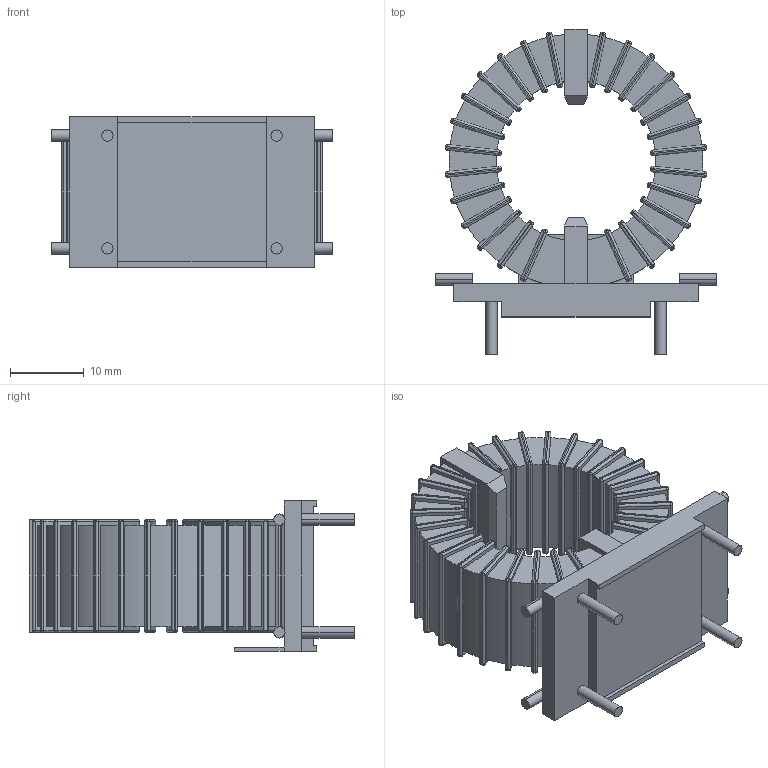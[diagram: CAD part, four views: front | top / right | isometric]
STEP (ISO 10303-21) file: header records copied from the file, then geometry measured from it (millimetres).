
FILE_DESCRIPTION((''),'2;1');
FILE_NAME('8115-RC','2012-08-14T',('ryans'),('Bourns, Inc.'),'PRO/ENGINEER BY PARAMETRIC TECHNOLOGY CORPORATION, 2010100','PRO/ENGINEER BY PARAMETRIC TECHNOLOGY CORPORATION, 2010100','');
FILE_SCHEMA(('CONFIG_CONTROL_DESIGN'));
Length unit declared in the file: inch
Products named in the file (1): 8115-RC
Bounding box: 38.1 x 43.94 x 20.32 mm (x, y, z)
Volume: 10885.4 mm3; surface area: 7068 mm2
Topology: 1 solids, 1 shells, 853 faces, 1758 edges, 964 vertices
Faces by surface type: cylinder 384, plane 261, sphere 208
Entity records: 22000 total; most frequent: DIRECTION 4240, CARTESIAN_POINT 3575, ORIENTED_EDGE 3516, EDGE_CURVE 1758, AXIS2_PLACEMENT_3D 1629, VECTOR 982, LINE 982, VERTEX_POINT 964
